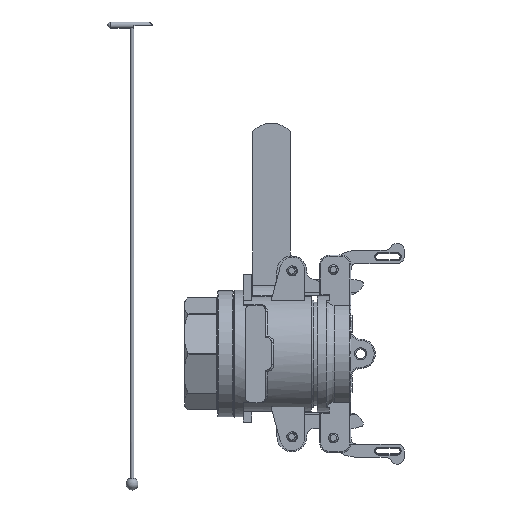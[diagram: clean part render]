
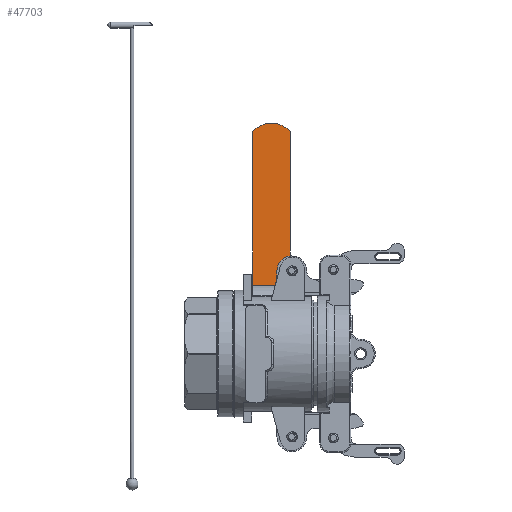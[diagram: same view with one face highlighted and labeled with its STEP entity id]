
A CAD part, front view. The second image highlights one B-rep face of the part: STEP entity #47703.
In plain terms, the highlighted planar face has unit normal (0, -1, 0).
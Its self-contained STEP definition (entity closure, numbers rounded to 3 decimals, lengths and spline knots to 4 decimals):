
#1182=PLANE('',#50947);
#3945=FACE_OUTER_BOUND('',#6765,.T.);
#6765=EDGE_LOOP('',(#37056,#37057,#37058,#37059));
#8824=CIRCLE('',#50948,0.625);
#13323=LINE('',#88117,#16927);
#13336=LINE('',#88150,#16940);
#13342=LINE('',#88170,#16946);
#16927=VECTOR('',#56779,0.3937);
#16940=VECTOR('',#56804,0.3937);
#16946=VECTOR('',#56828,0.3937);
#21059=VERTEX_POINT('',#88114);
#21060=VERTEX_POINT('',#88116);
#21073=VERTEX_POINT('',#88147);
#21074=VERTEX_POINT('',#88149);
#26752=EDGE_CURVE('',#21059,#21060,#13323,.T.);
#26769=EDGE_CURVE('',#21073,#21074,#13336,.T.);
#26780=EDGE_CURVE('',#21074,#21059,#13342,.T.);
#26782=EDGE_CURVE('',#21073,#21060,#8824,.T.);
#37056=ORIENTED_EDGE('',*,*,#26780,.F.);
#37057=ORIENTED_EDGE('',*,*,#26769,.F.);
#37058=ORIENTED_EDGE('',*,*,#26782,.T.);
#37059=ORIENTED_EDGE('',*,*,#26752,.F.);
#47703=ADVANCED_FACE('',(#3945),#1182,.T.);
#50947=AXIS2_PLACEMENT_3D('',#88172,#56830,#56831);
#50948=AXIS2_PLACEMENT_3D('',#88173,#56832,#56833);
#56779=DIRECTION('',(-1.,0.,0.));
#56804=DIRECTION('',(1.,0.,0.));
#56828=DIRECTION('',(0.,0.,-1.));
#56830=DIRECTION('center_axis',(0.,-1.,0.));
#56831=DIRECTION('ref_axis',(1.,0.,0.));
#56832=DIRECTION('center_axis',(0.,-1.,0.));
#56833=DIRECTION('ref_axis',(0.65,0.,0.76));
#88114=CARTESIAN_POINT('',(-2.3892,0.86,-0.475));
#88116=CARTESIAN_POINT('',(-6.3212,0.86,-0.475));
#88117=CARTESIAN_POINT('',(-2.1821,0.86,-0.475));
#88147=CARTESIAN_POINT('',(-6.3212,0.86,0.475));
#88149=CARTESIAN_POINT('',(-2.3892,0.86,0.475));
#88150=CARTESIAN_POINT('',(-2.1821,0.86,0.475));
#88170=CARTESIAN_POINT('',(-2.3892,0.86,0.));
#88172=CARTESIAN_POINT('Origin',(-6.54,0.86,0.));
#88173=CARTESIAN_POINT('Origin',(-5.915,0.86,0.));
